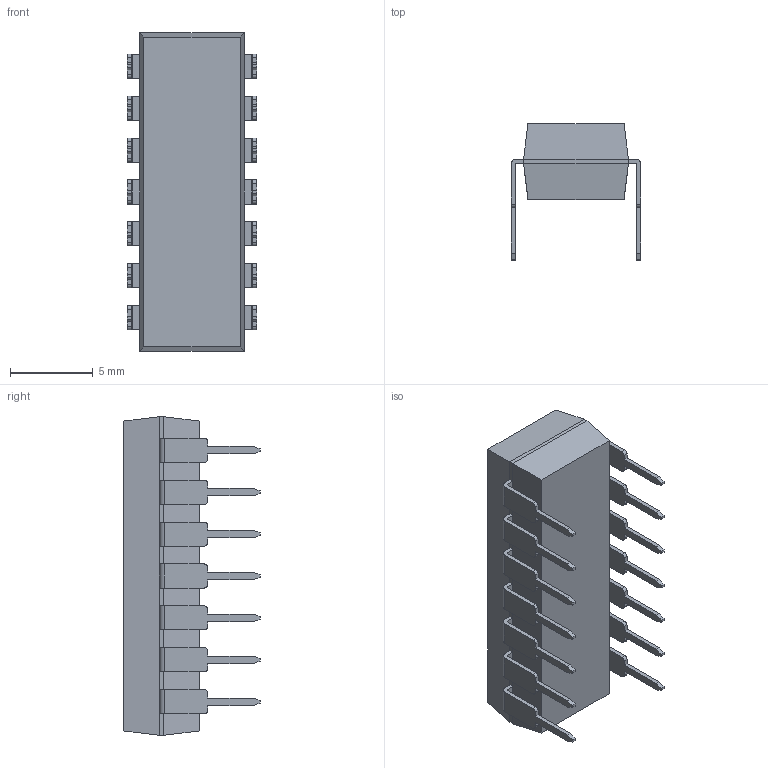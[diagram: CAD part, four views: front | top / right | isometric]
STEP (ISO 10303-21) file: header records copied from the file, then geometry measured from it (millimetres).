
FILE_DESCRIPTION (( 'STEP AP214' ), '1' );
FILE_NAME ('N14.STEP', '2023-12-22T13:25:46', ( '' ), ( '' ), 'SwSTEP 2.0', 'SolidWorks 2021', '' );
FILE_SCHEMA (( 'AUTOMOTIVE_DESIGN' ));
Length unit declared in the file: millimetre
Products named in the file (1): N14
Bounding box: 7.87 x 8.26 x 19.3 mm (x, y, z)
Volume: 552.4 mm3; surface area: 681.2 mm2
Topology: 15 solids, 15 shells, 271 faces, 715 edges, 474 vertices
Faces by surface type: plane 213, cylinder 58
Entity records: 8461 total; most frequent: CARTESIAN_POINT 1461, ORIENTED_EDGE 1430, DIRECTION 1375, EDGE_CURVE 715, VECTOR 599, LINE 599, VERTEX_POINT 474, AXIS2_PLACEMENT_3D 388
